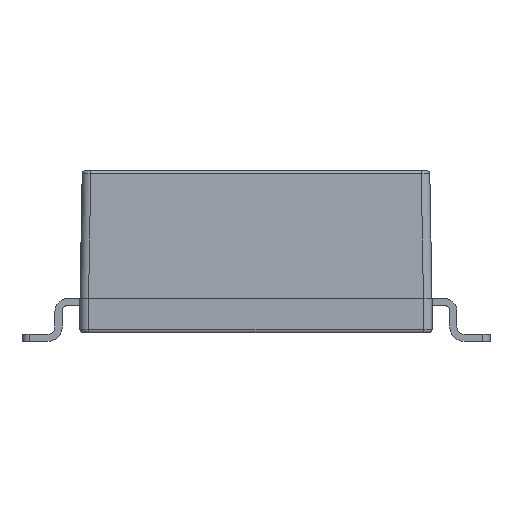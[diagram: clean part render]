
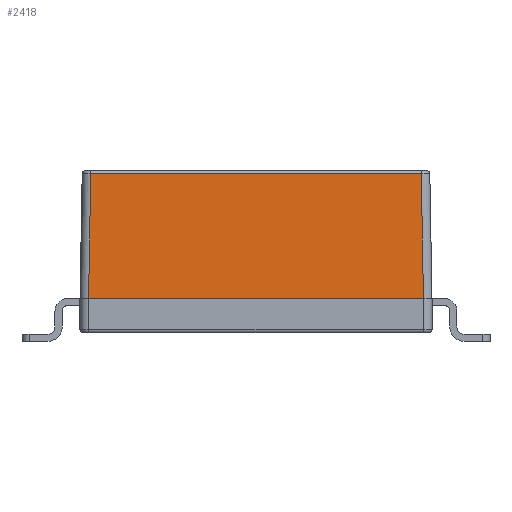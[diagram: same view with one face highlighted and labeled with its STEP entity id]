
A CAD part, left-side view. The second image highlights one B-rep face of the part: STEP entity #2418.
In plain terms, the highlighted planar face has unit normal (-1, 0, 0.018).
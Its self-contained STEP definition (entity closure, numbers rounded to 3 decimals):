
#2418=ADVANCED_FACE('',(#4195),#4196,.T.);
#4195=FACE_OUTER_BOUND('',#11173,.T.);
#4196=PLANE('',#11174);
#11173=EDGE_LOOP('',(#17925,#17926,#17927,#17928));
#11174=AXIS2_PLACEMENT_3D('',#17929,#17930,#17931);
#17925=ORIENTED_EDGE('',*,*,#26525,.T.);
#17926=ORIENTED_EDGE('',*,*,#26526,.T.);
#17927=ORIENTED_EDGE('',*,*,#26527,.T.);
#17928=ORIENTED_EDGE('',*,*,#26528,.T.);
#17929=CARTESIAN_POINT('',(-14.35,0.0,1.2));
#17930=DIRECTION('',(-1.,0.0,0.017));
#17931=DIRECTION('',(0.0,1.0,0.0));
#26525=EDGE_CURVE('',#31228,#31229,#31230,.F.);
#26526=EDGE_CURVE('',#31229,#31231,#31232,.F.);
#26527=EDGE_CURVE('',#31231,#31233,#31234,.F.);
#26528=EDGE_CURVE('',#31233,#31228,#31235,.T.);
#31228=VERTEX_POINT('',#40263);
#31229=VERTEX_POINT('',#40264);
#31230=LINE('',#40265,#40266);
#31231=VERTEX_POINT('',#40267);
#31232=LINE('',#40268,#40269);
#31233=VERTEX_POINT('',#40270);
#31234=LINE('',#40271,#40272);
#31235=LINE('',#40273,#40274);
#40263=CARTESIAN_POINT('',(-14.274,-5.784,5.572));
#40264=CARTESIAN_POINT('',(-14.274,5.784,5.572));
#40265=CARTESIAN_POINT('',(-14.274,6.082,5.572));
#40266=VECTOR('',#47235,1000.0);
#40267=CARTESIAN_POINT('',(-14.35,5.86,1.2));
#40268=CARTESIAN_POINT('',(-14.348,5.858,1.302));
#40269=VECTOR('',#47236,1000.0);
#40270=CARTESIAN_POINT('',(-14.35,-5.86,1.2));
#40271=CARTESIAN_POINT('',(-14.35,0.0,1.2));
#40272=VECTOR('',#47237,1000.0);
#40273=CARTESIAN_POINT('',(-14.348,-5.858,1.302));
#40274=VECTOR('',#47238,1000.0);
#47235=DIRECTION('',(0.0,-1.0,0.0));
#47236=DIRECTION('',(0.017,-0.017,1.));
#47237=DIRECTION('',(0.0,1.0,0.0));
#47238=DIRECTION('',(0.017,0.017,1.));
